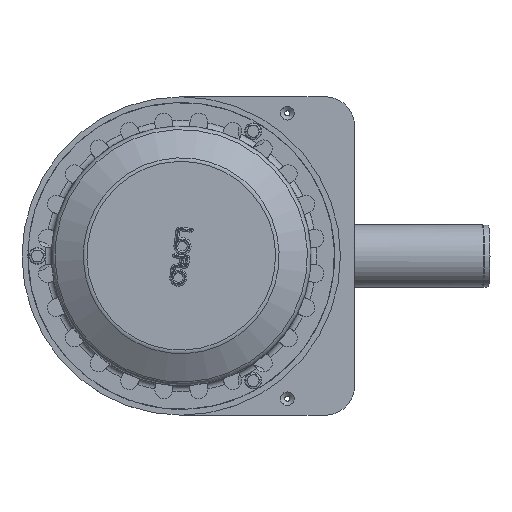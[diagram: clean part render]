
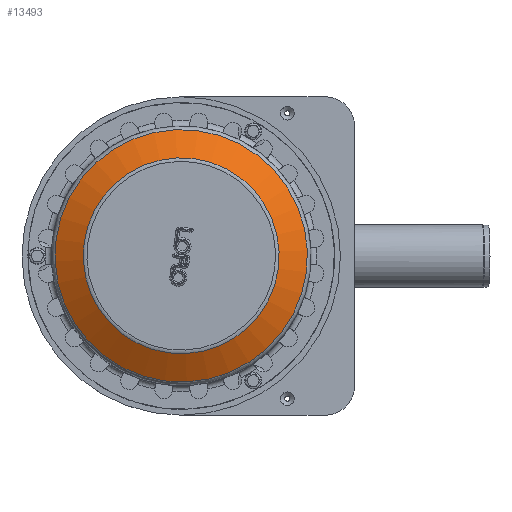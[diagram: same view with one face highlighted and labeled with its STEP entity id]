
A CAD part, top view. The second image highlights one B-rep face of the part: STEP entity #13493.
In plain terms, the highlighted conical face has half-angle 59.744 degrees and reference radius 950.348 mm.
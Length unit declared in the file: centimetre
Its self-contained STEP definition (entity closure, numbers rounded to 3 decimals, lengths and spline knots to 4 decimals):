
#1943=FACE_OUTER_BOUND('',#2843,.T.);
#2843=EDGE_LOOP('',(#11745,#11746,#11747,#11748,#11749,#11750));
#3633=LINE('',#30255,#4367);
#4367=VECTOR('',#18368,95.0348);
#5093=CIRCLE('',#14920,83.0464);
#5096=CIRCLE('',#14923,83.0464);
#5097=CIRCLE('',#14925,107.0232);
#5098=CIRCLE('',#14926,107.0232);
#6329=VERTEX_POINT('',#30243);
#6330=VERTEX_POINT('',#30244);
#6332=VERTEX_POINT('',#30251);
#6333=VERTEX_POINT('',#30252);
#8212=EDGE_CURVE('',#6329,#6330,#5093,.T.);
#8215=EDGE_CURVE('',#6330,#6329,#5096,.T.);
#8216=EDGE_CURVE('',#6332,#6333,#5097,.T.);
#8217=EDGE_CURVE('',#6333,#6332,#5098,.T.);
#8218=EDGE_CURVE('',#6333,#6330,#3633,.T.);
#11745=ORIENTED_EDGE('',*,*,#8216,.F.);
#11746=ORIENTED_EDGE('',*,*,#8217,.F.);
#11747=ORIENTED_EDGE('',*,*,#8218,.T.);
#11748=ORIENTED_EDGE('',*,*,#8215,.T.);
#11749=ORIENTED_EDGE('',*,*,#8212,.T.);
#11750=ORIENTED_EDGE('',*,*,#8218,.F.);
#12841=CONICAL_SURFACE('',#14924,95.0348,1.043);
#13493=ADVANCED_FACE('',(#1943),#12841,.T.);
#14920=AXIS2_PLACEMENT_3D('',#30245,#18354,#18355);
#14923=AXIS2_PLACEMENT_3D('',#30249,#18360,#18361);
#14924=AXIS2_PLACEMENT_3D('',#30250,#18362,#18363);
#14925=AXIS2_PLACEMENT_3D('',#30253,#18364,#18365);
#14926=AXIS2_PLACEMENT_3D('',#30254,#18366,#18367);
#18354=DIRECTION('center_axis',(0.,0.,
-1.));
#18355=DIRECTION('ref_axis',(-0.131,-0.991,0.));
#18360=DIRECTION('center_axis',(0.,0.,
-1.));
#18361=DIRECTION('ref_axis',(-0.131,-0.991,0.));
#18362=DIRECTION('center_axis',(0.,0.,
-1.));
#18363=DIRECTION('ref_axis',(0.131,0.991,0.));
#18364=DIRECTION('center_axis',(0.,0.,
-1.));
#18365=DIRECTION('ref_axis',(-0.131,-0.991,0.));
#18366=DIRECTION('center_axis',(0.,0.,
-1.));
#18367=DIRECTION('ref_axis',(-0.131,-0.991,0.));
#18368=DIRECTION('',(0.113,0.856,0.504));
#30243=CARTESIAN_POINT('',(247.2614,246.102,175.3777));
#30244=CARTESIAN_POINT('',(318.7575,152.9263,175.3777));
#30245=CARTESIAN_POINT('Origin',(329.5973,235.2623,175.3777));
#30249=CARTESIAN_POINT('Origin',(329.5973,235.2623,175.3777));
#30250=CARTESIAN_POINT('Origin',(329.5973,235.2623,168.3845));
#30251=CARTESIAN_POINT('',(223.4897,249.2316,161.3912));
#30252=CARTESIAN_POINT('',(315.6279,129.1546,161.3912));
#30253=CARTESIAN_POINT('Origin',(329.5973,235.2623,161.3912));
#30254=CARTESIAN_POINT('Origin',(329.5973,235.2623,161.3912));
#30255=CARTESIAN_POINT('',(317.1927,141.0405,168.3845));
